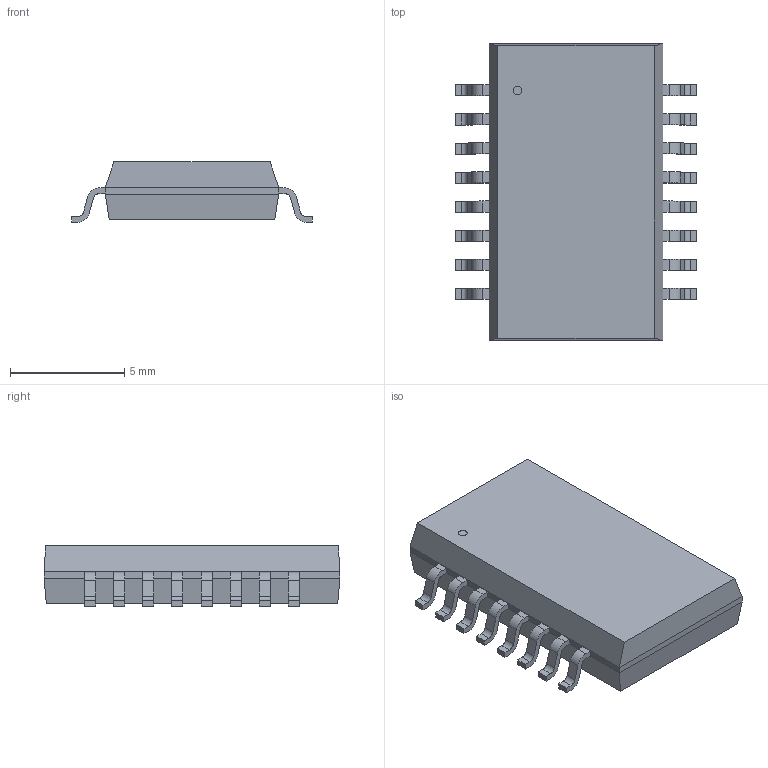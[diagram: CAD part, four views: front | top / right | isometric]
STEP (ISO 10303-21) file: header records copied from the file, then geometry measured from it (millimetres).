
FILE_DESCRIPTION(('FreeCAD Model'),'2;1');
FILE_NAME('Open CASCADE Shape Model','2025-11-11T15:16:27',(''),(''), 'Open CASCADE STEP processor 7.8','FreeCAD','Unknown');
FILE_SCHEMA(('AUTOMOTIVE_DESIGN { 1 0 10303 214 1 1 1 1 }'));
Length unit declared in the file: millimetre
Products named in the file (19): part018; part; part001; part002; part003; part004; part005; part006; part007; part008; part009; part010; part011; part012; part013; part014; part015; part016; part017
Assembly tree (18 placements, depth 2):
  part018
    part
    part001
    part002
    part003
    part004
    part005
    part006
    part007
    part008
    part009
    part010
    part011
    part012
    part013
    part014
    part015
    part016
    part017
Bounding box: 10.54 x 12.95 x 2.64 mm (x, y, z)
Volume: 244.7 mm3; surface area: 341.9 mm2
Topology: 18 solids, 18 shells, 241 faces, 607 edges, 402 vertices
Faces by surface type: plane 176, cylinder 65
Full cylindrical faces by diameter (mm): 0.38 x1
Entity records: 7670 total; most frequent: CARTESIAN_POINT 1270, DIRECTION 1256, ORIENTED_EDGE 1214, EDGE_CURVE 607, LINE 476, VECTOR 476, VERTEX_POINT 402, AXIS2_PLACEMENT_3D 390
